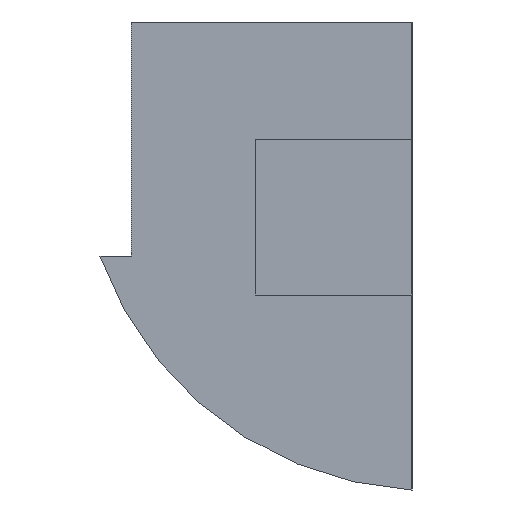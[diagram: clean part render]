
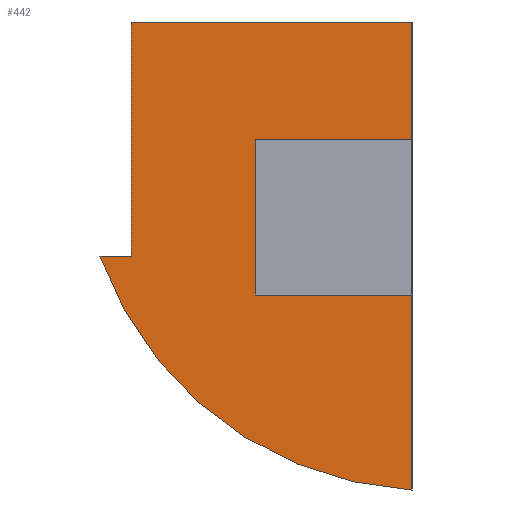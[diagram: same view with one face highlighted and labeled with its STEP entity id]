
A CAD part, left-side view. The second image highlights one B-rep face of the part: STEP entity #442.
In plain terms, the highlighted planar face has unit normal (-1, 0, 0).
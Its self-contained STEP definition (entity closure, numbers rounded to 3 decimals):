
#38=CIRCLE('',#489,45.);
#62=FACE_OUTER_BOUND('',#84,.T.);
#84=EDGE_LOOP('',(#340,#341,#342,#343,#344,#345,#346,#347,#348));
#123=LINE('',#667,#167);
#131=LINE('',#682,#175);
#132=LINE('',#684,#176);
#138=LINE('',#699,#182);
#139=LINE('',#701,#183);
#140=LINE('',#703,#184);
#141=LINE('',#705,#185);
#142=LINE('',#708,#186);
#167=VECTOR('',#540,10.);
#175=VECTOR('',#552,10.);
#176=VECTOR('',#555,10.);
#182=VECTOR('',#567,10.);
#183=VECTOR('',#568,10.);
#184=VECTOR('',#569,10.);
#185=VECTOR('',#570,10.);
#186=VECTOR('',#573,10.);
#207=VERTEX_POINT('',#663);
#209=VERTEX_POINT('',#666);
#213=VERTEX_POINT('',#678);
#214=VERTEX_POINT('',#680);
#220=VERTEX_POINT('',#698);
#221=VERTEX_POINT('',#700);
#222=VERTEX_POINT('',#702);
#223=VERTEX_POINT('',#704);
#224=VERTEX_POINT('',#706);
#251=EDGE_CURVE('',#209,#207,#123,.T.);
#259=EDGE_CURVE('',#213,#214,#131,.T.);
#260=EDGE_CURVE('',#214,#209,#132,.T.);
#267=EDGE_CURVE('',#207,#220,#138,.T.);
#268=EDGE_CURVE('',#221,#220,#139,.T.);
#269=EDGE_CURVE('',#221,#222,#140,.T.);
#270=EDGE_CURVE('',#222,#223,#141,.T.);
#271=EDGE_CURVE('',#223,#224,#38,.T.);
#272=EDGE_CURVE('',#224,#213,#142,.T.);
#340=ORIENTED_EDGE('',*,*,#259,.T.);
#341=ORIENTED_EDGE('',*,*,#260,.T.);
#342=ORIENTED_EDGE('',*,*,#251,.T.);
#343=ORIENTED_EDGE('',*,*,#267,.T.);
#344=ORIENTED_EDGE('',*,*,#268,.F.);
#345=ORIENTED_EDGE('',*,*,#269,.T.);
#346=ORIENTED_EDGE('',*,*,#270,.T.);
#347=ORIENTED_EDGE('',*,*,#271,.T.);
#348=ORIENTED_EDGE('',*,*,#272,.T.);
#428=PLANE('',#488);
#442=ADVANCED_FACE('',(#62),#428,.F.);
#488=AXIS2_PLACEMENT_3D('',#697,#565,#566);
#489=AXIS2_PLACEMENT_3D('',#707,#571,#572);
#540=DIRECTION('',(0.,-1.,0.));
#552=DIRECTION('',(0.,1.,0.));
#555=DIRECTION('',(0.,0.,1.));
#565=DIRECTION('center_axis',(1.,0.,0.));
#566=DIRECTION('ref_axis',(0.,0.,-1.));
#567=DIRECTION('',(0.,0.,1.));
#568=DIRECTION('',(0.,-1.,0.));
#569=DIRECTION('',(0.,0.,-1.));
#570=DIRECTION('',(0.,1.,0.));
#571=DIRECTION('center_axis',(-1.,0.,0.));
#572=DIRECTION('ref_axis',(0.,0.054,-0.999));
#573=DIRECTION('',(0.,0.,1.));
#663=CARTESIAN_POINT('',(-105.,-8.322,25.083));
#666=CARTESIAN_POINT('',(-105.,11.678,25.083));
#667=CARTESIAN_POINT('',(-105.,1.678,25.083));
#678=CARTESIAN_POINT('',(-105.,-8.322,15.083));
#680=CARTESIAN_POINT('',(-105.,11.678,15.083));
#682=CARTESIAN_POINT('',(-105.,1.678,15.083));
#684=CARTESIAN_POINT('',(-105.,11.678,10.083));
#697=CARTESIAN_POINT('Origin',(-105.,11.678,0.083));
#698=CARTESIAN_POINT('',(-105.,-8.322,45.083));
#699=CARTESIAN_POINT('',(-105.,-8.322,15.083));
#700=CARTESIAN_POINT('',(-105.,27.678,45.083));
#701=CARTESIAN_POINT('',(-105.,31.678,45.083));
#702=CARTESIAN_POINT('',(-105.,27.678,15.083));
#703=CARTESIAN_POINT('',(-105.,27.678,15.083));
#704=CARTESIAN_POINT('',(-105.,31.678,15.083));
#705=CARTESIAN_POINT('',(-105.,21.678,15.083));
#706=CARTESIAN_POINT('',(-105.,-8.322,-14.917));
#707=CARTESIAN_POINT('Origin',(-105.,-10.772,30.016));
#708=CARTESIAN_POINT('',(-105.,-8.322,15.083));
